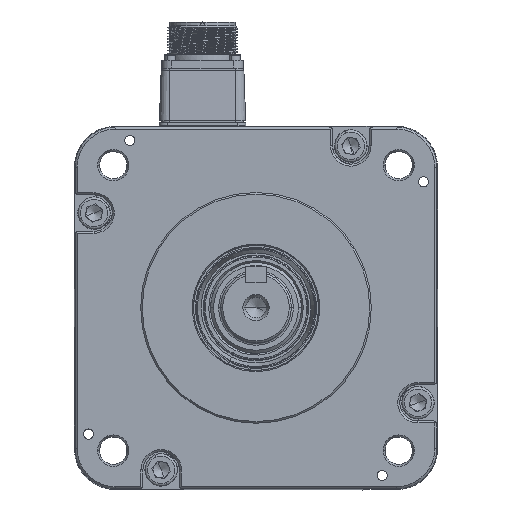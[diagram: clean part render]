
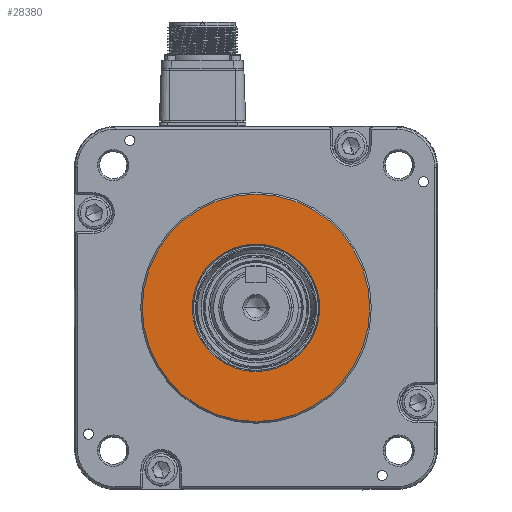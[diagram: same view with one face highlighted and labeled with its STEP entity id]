
A CAD part, top view. The second image highlights one B-rep face of the part: STEP entity #28380.
In plain terms, the highlighted planar face has unit normal (0, 0, 1).
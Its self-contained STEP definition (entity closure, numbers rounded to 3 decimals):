
#1924 = DIRECTION ( 'NONE',  ( -1., 0., 0. ) ) ;
#6904 = VERTEX_POINT ( 'NONE', #38791 ) ;
#9010 = EDGE_CURVE ( 'NONE', #92103, #103758, #136213, .T. ) ;
#14981 = ORIENTED_EDGE ( 'NONE', *, *, #122718, .T. ) ;
#20506 = DIRECTION ( 'NONE',  ( 0., 0., 1. ) ) ;
#26811 = AXIS2_PLACEMENT_3D ( 'NONE', #116207, #20506, #151563 ) ;
#28380 = ADVANCED_FACE ( 'NONE', ( #43190, #114805 ), #153033, .F. ) ;
#36973 = DIRECTION ( 'NONE',  ( 0., 0., 1. ) ) ;
#38791 = CARTESIAN_POINT ( 'NONE',  ( 31.577, 0., 79.7 ) ) ;
#40983 = CIRCLE ( 'NONE', #26811, 56.35 ) ;
#43190 = FACE_BOUND ( 'NONE', #116680, .T. ) ;
#47208 = CARTESIAN_POINT ( 'NONE',  ( -56.35, 0., 79.7 ) ) ;
#55982 = EDGE_CURVE ( 'NONE', #67959, #6904, #71944, .T. ) ;
#56677 = CARTESIAN_POINT ( 'NONE',  ( 0., 57.15, 79.7 ) ) ;
#67959 = VERTEX_POINT ( 'NONE', #139935 ) ;
#71944 = CIRCLE ( 'NONE', #82743, 31.577 ) ;
#72794 = DIRECTION ( 'NONE',  ( -1., 0., 0. ) ) ;
#73826 = CARTESIAN_POINT ( 'NONE',  ( 0., 0., 79.7 ) ) ;
#73958 = DIRECTION ( 'NONE',  ( 0., 0., -1. ) ) ;
#82743 = AXIS2_PLACEMENT_3D ( 'NONE', #146145, #73958, #1924 ) ;
#87015 = EDGE_CURVE ( 'NONE', #103758, #92103, #40983, .T. ) ;
#92103 = VERTEX_POINT ( 'NONE', #151209 ) ;
#94129 = DIRECTION ( 'NONE',  ( -1., 0., 0. ) ) ;
#97000 = AXIS2_PLACEMENT_3D ( 'NONE', #113717, #100635, #138490 ) ;
#99617 = AXIS2_PLACEMENT_3D ( 'NONE', #73826, #36973, #72794 ) ;
#100635 = DIRECTION ( 'NONE',  ( 0., 0., -1. ) ) ;
#103758 = VERTEX_POINT ( 'NONE', #47208 ) ;
#105134 = DIRECTION ( 'NONE',  ( 0., 0., -1. ) ) ;
#113717 = CARTESIAN_POINT ( 'NONE',  ( 0., 0., 79.7 ) ) ;
#114805 = FACE_OUTER_BOUND ( 'NONE', #126441, .T. ) ;
#116207 = CARTESIAN_POINT ( 'NONE',  ( 0., 0., 79.7 ) ) ;
#116680 = EDGE_LOOP ( 'NONE', ( #14981, #116815 ) ) ;
#116815 = ORIENTED_EDGE ( 'NONE', *, *, #55982, .T. ) ;
#122718 = EDGE_CURVE ( 'NONE', #6904, #67959, #146795, .T. ) ;
#125257 = AXIS2_PLACEMENT_3D ( 'NONE', #56677, #105134, #94129 ) ;
#126441 = EDGE_LOOP ( 'NONE', ( #137607, #144941 ) ) ;
#136213 = CIRCLE ( 'NONE', #99617, 56.35 ) ;
#137607 = ORIENTED_EDGE ( 'NONE', *, *, #87015, .T. ) ;
#138490 = DIRECTION ( 'NONE',  ( -1., 0., 0. ) ) ;
#139935 = CARTESIAN_POINT ( 'NONE',  ( -31.577, 0., 79.7 ) ) ;
#144941 = ORIENTED_EDGE ( 'NONE', *, *, #9010, .T. ) ;
#146145 = CARTESIAN_POINT ( 'NONE',  ( 0., 0., 79.7 ) ) ;
#146795 = CIRCLE ( 'NONE', #97000, 31.577 ) ;
#151209 = CARTESIAN_POINT ( 'NONE',  ( 56.35, 0., 79.7 ) ) ;
#151563 = DIRECTION ( 'NONE',  ( -1., 0., 0. ) ) ;
#153033 = PLANE ( 'NONE',  #125257 ) ;
